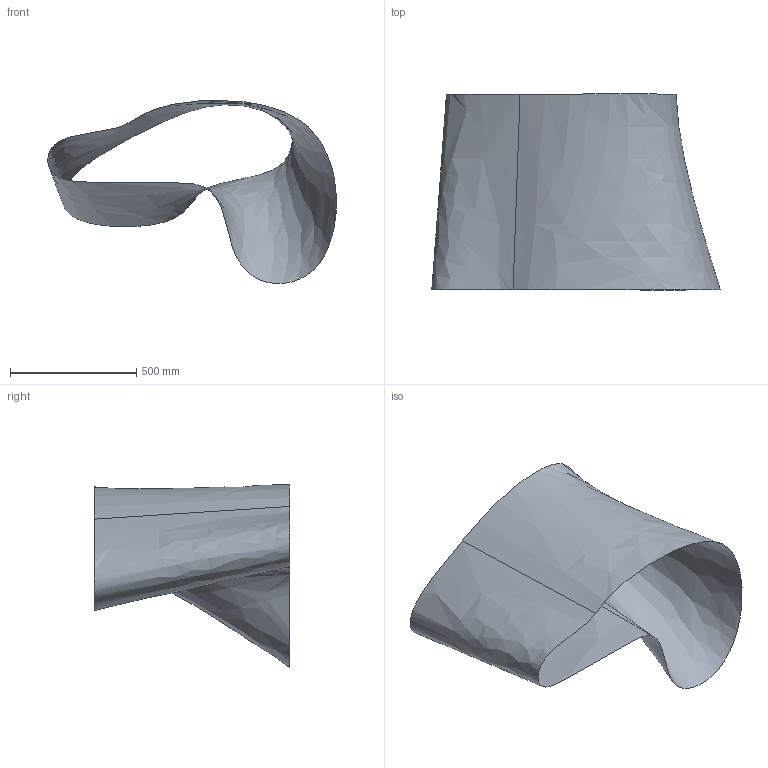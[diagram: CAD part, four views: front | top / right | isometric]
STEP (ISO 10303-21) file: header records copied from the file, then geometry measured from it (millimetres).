
FILE_DESCRIPTION(/* description */ (''),/* implementation_level */ '2;1');
FILE_NAME(/* name */ 'Testloft',/* time_stamp */ '2013-11-07T09:05:57+01:00',/* author */ (''),/* organization */ (''),/* preprocessor_version */ 'ST-DEVELOPER v15',/* originating_system */ '',/* authorisation */ '');
FILE_SCHEMA (('AUTOMOTIVE_DESIGN'));
Length unit declared in the file: millimetre
Products named in the file (1): Document
Bounding box: 1142.23 x 775 x 724.95 mm (x, y, z)
Surface area: 2008247.1 mm2 (no closed solid volume)
Topology: 0 solids, 1 shells, 2 faces, 8 edges, 6 vertices
Faces by surface type: bspline 2
Entity records: 262 total; most frequent: CARTESIAN_POINT 195, ORIENTED_EDGE 8, B_SPLINE_CURVE_WITH_KNOTS 8, EDGE_CURVE 6, DIRECTION 6, VERTEX_POINT 4, PRESENTATION_LAYER_ASSIGNMENT 3, AXIS2_PLACEMENT_3D 3
